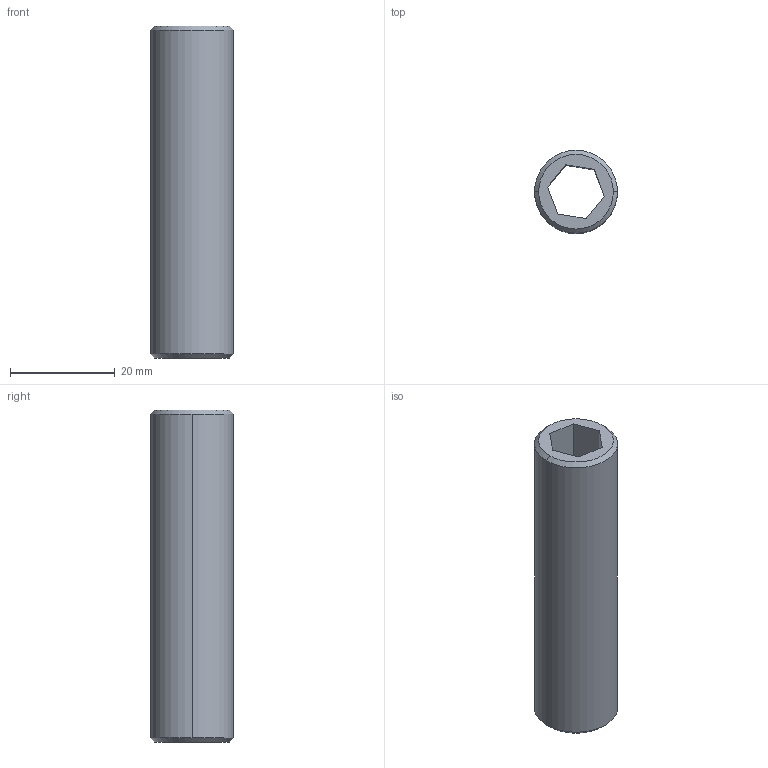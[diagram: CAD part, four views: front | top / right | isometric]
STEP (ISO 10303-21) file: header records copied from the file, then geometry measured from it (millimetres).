
FILE_DESCRIPTION((''),'2;1');
FILE_NAME('1000140.stp','2001-12-30T21:33:57',('Administrator'),(''),'Autodesk Inventor (tm) 3.0','Autodesk Inventor (tm) 3.0','');
FILE_SCHEMA(('CONFIG_CONTROL_DESIGN'));
Length unit declared in the file: inch
Products named in the file (1): 1000140
Bounding box: 15.88 x 15.88 x 63.5 mm (x, y, z)
Volume: 7549.1 mm3; surface area: 5452.8 mm2
Topology: 1 solids, 1 shells, 14 faces, 32 edges, 20 vertices
Faces by surface type: plane 8, cone 4, cylinder 2
Entity records: 493 total; most frequent: DIRECTION 70, CARTESIAN_POINT 67, ORIENTED_EDGE 64, EDGE_CURVE 32, VECTOR 24, LINE 24, AXIS2_PLACEMENT_3D 23, VERTEX_POINT 20
